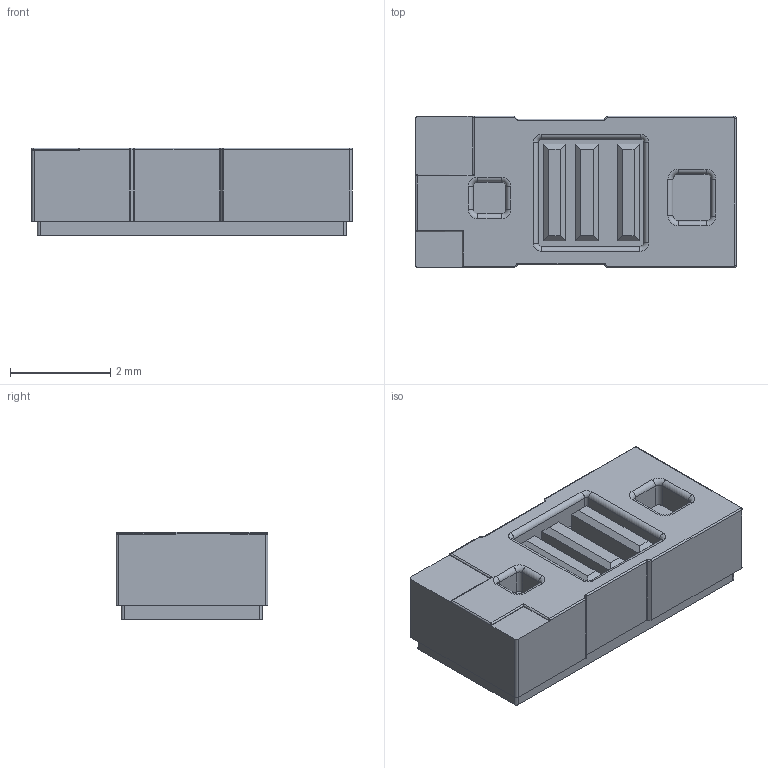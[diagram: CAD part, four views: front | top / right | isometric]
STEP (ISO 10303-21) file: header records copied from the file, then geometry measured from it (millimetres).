
FILE_DESCRIPTION(/* description */ ('Unknown'),/* implementation_level */ '2;1');
FILE_NAME(/* name */ 'VL53L8CXV0GC_1',/* time_stamp */ '2023-02-08T19:05:54+02:00',/* author */ ('Unknown'),/* organization */ ('Unknown'),/* preprocessor_version */ 'ST-DEVELOPER v18.102',/* originating_system */ 'Solid Edge',/* authorisation */ 'Unknown');
FILE_SCHEMA (('AUTOMOTIVE_DESIGN { 1 0 10303 214 3 1 1 }','PROCESS_PLANNING_SCHEMA','AUTOMOTIVE_DESIGN {1 0 10303 214 3 1 1}'));
Length unit declared in the file: millimetre
Products named in the file (1): VL53L8CXV0GC_1
Bounding box: 6.4 x 3.03 x 1.75 mm (x, y, z)
Volume: 30.8 mm3; surface area: 84.2 mm2
Topology: 1 solids, 1 shells, 286 faces, 717 edges, 452 vertices
Faces by surface type: plane 208, cylinder 56, torus 16, sphere 4, bspline 2
Entity records: 10402 total; most frequent: CARTESIAN_POINT 1473, ORIENTED_EDGE 1424, DIRECTION 1404, EDGE_CURVE 712, LINE 590, VECTOR 590, VERTEX_POINT 452, AXIS2_PLACEMENT_3D 407
